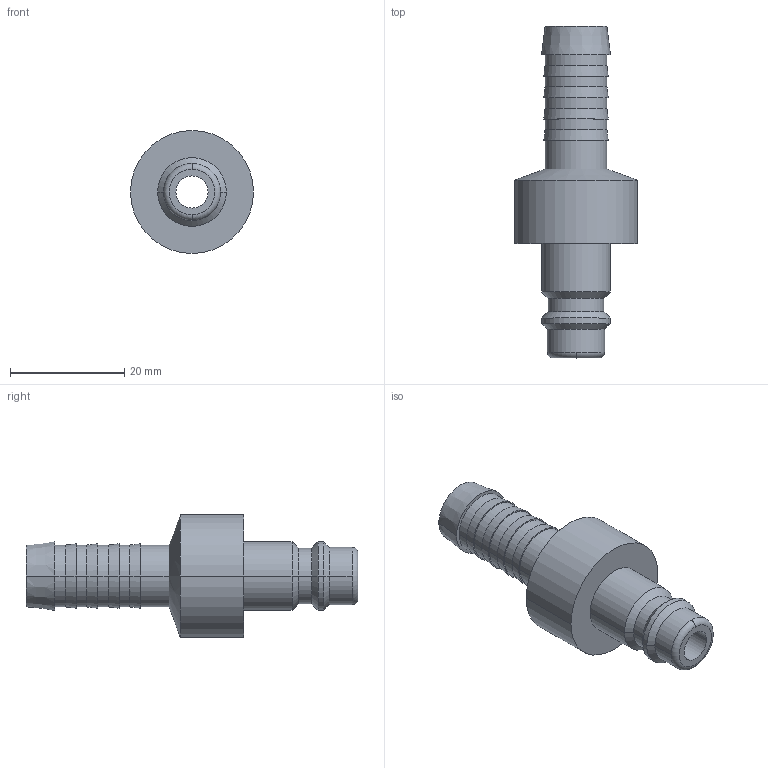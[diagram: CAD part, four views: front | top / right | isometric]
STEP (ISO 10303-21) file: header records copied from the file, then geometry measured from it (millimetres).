
FILE_DESCRIPTION(('STEP AP214'),'1');
FILE_NAME('esn_9_sab.stp','2020-03-05T08:46:08',('TraceParts'),('TraceParts S.A.'),'Spatial InterOp 3D',' ',' ');
FILE_SCHEMA(('automotive_design'));
Length unit declared in the file: millimetre
Products named in the file (1): 1
Bounding box: 21.5 x 58 x 21.5 mm (x, y, z)
Volume: 7303.4 mm3; surface area: 4074.6 mm2
Topology: 1 solids, 1 shells, 50 faces, 103 edges, 61 vertices
Faces by surface type: cylinder 22, cone 18, plane 8, torus 2
Entity records: 1746 total; most frequent: DIRECTION 268, CARTESIAN_POINT 215, ORIENTED_EDGE 206, AXIS2_PLACEMENT_3D 114, EDGE_CURVE 103, CIRCLE 63, VERTEX_POINT 61, EDGE_LOOP 58
